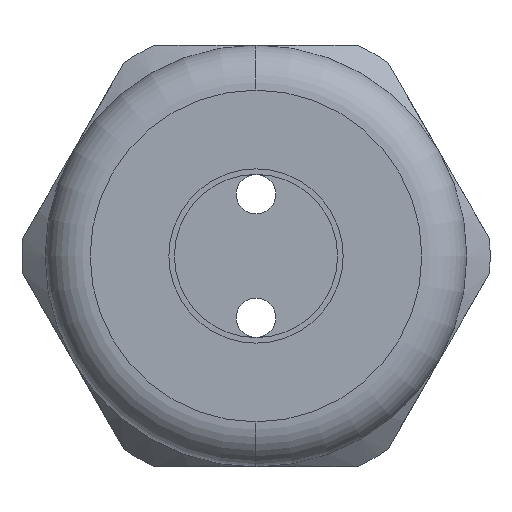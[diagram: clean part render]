
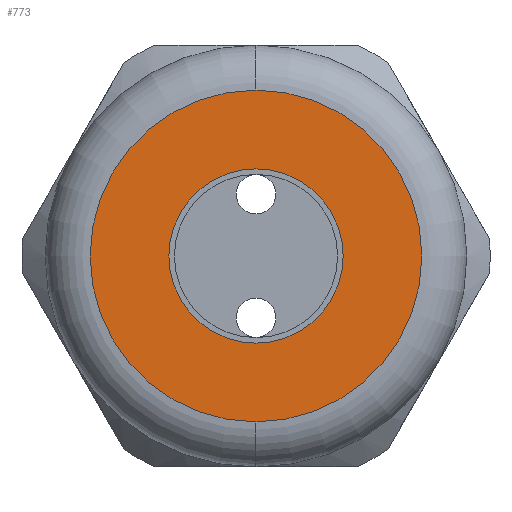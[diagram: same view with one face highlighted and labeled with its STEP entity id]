
A CAD part, left-side view. The second image highlights one B-rep face of the part: STEP entity #773.
In plain terms, the highlighted planar face has unit normal (-1, 0, 0).
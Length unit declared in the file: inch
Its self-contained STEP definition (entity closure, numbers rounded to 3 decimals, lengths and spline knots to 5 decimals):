
#238 = EDGE_CURVE ( 'NONE', #239, #264, #2305, .T. ) ;
#239 = VERTEX_POINT ( 'NONE', #2300 ) ;
#264 = VERTEX_POINT ( 'NONE', #2377 ) ;
#298 = EDGE_CURVE ( 'NONE', #299, #300, #2446, .T. ) ;
#299 = VERTEX_POINT ( 'NONE', #2441 ) ;
#300 = VERTEX_POINT ( 'NONE', #2440 ) ;
#719 = EDGE_CURVE ( 'NONE', #300, #299, #3256, .T. ) ;
#773 = ADVANCED_FACE ( 'NONE', ( #3394, #3393 ), #3392, .T. ) ;
#774 = EDGE_LOOP ( 'NONE', ( #775, #776 ) ) ;
#775 = ORIENTED_EDGE ( 'NONE', *, *, #238, .T. ) ;
#776 = ORIENTED_EDGE ( 'NONE', *, *, #777, .T. ) ;
#777 = EDGE_CURVE ( 'NONE', #264, #239, #3386, .T. ) ;
#778 = EDGE_LOOP ( 'NONE', ( #779, #780 ) ) ;
#779 = ORIENTED_EDGE ( 'NONE', *, *, #719, .T. ) ;
#780 = ORIENTED_EDGE ( 'NONE', *, *, #298, .T. ) ;
#2300 = CARTESIAN_POINT ( 'NONE',  ( -1.18, 0., 0.295 ) ) ;
#2301 = DIRECTION ( 'NONE',  ( 0., 0., 1. ) ) ;
#2302 = DIRECTION ( 'NONE',  ( -1., 0., 0. ) ) ;
#2303 = CARTESIAN_POINT ( 'NONE',  ( -1.18, 0., 0. ) ) ;
#2304 = AXIS2_PLACEMENT_3D ( 'NONE', #2303, #2302, #2301 ) ;
#2305 = CIRCLE ( 'NONE', #2304, 0.295 ) ;
#2377 = CARTESIAN_POINT ( 'NONE',  ( -1.18, 0., -0.295 ) ) ;
#2440 = CARTESIAN_POINT ( 'NONE',  ( -1.18, 0., -0.155 ) ) ;
#2441 = CARTESIAN_POINT ( 'NONE',  ( -1.18, 0., 0.155 ) ) ;
#2442 = DIRECTION ( 'NONE',  ( 0., 0., -1. ) ) ;
#2443 = DIRECTION ( 'NONE',  ( 1., 0., 0. ) ) ;
#2444 = CARTESIAN_POINT ( 'NONE',  ( -1.18, 0., 0. ) ) ;
#2445 = AXIS2_PLACEMENT_3D ( 'NONE', #2444, #2443, #2442 ) ;
#2446 = CIRCLE ( 'NONE', #2445, 0.155 ) ;
#3248 = DIRECTION ( 'NONE',  ( 0., 0., -1. ) ) ;
#3249 = DIRECTION ( 'NONE',  ( 1., 0., 0. ) ) ;
#3250 = CARTESIAN_POINT ( 'NONE',  ( -1.18, 0., 0. ) ) ;
#3251 = AXIS2_PLACEMENT_3D ( 'NONE', #3250, #3249, #3248 ) ;
#3256 = CIRCLE ( 'NONE', #3251, 0.155 ) ;
#3383 = DIRECTION ( 'NONE',  ( 0., 0., 1. ) ) ;
#3384 = DIRECTION ( 'NONE',  ( -1., 0., 0. ) ) ;
#3385 = AXIS2_PLACEMENT_3D ( 'NONE', #3391, #3384, #3383 ) ;
#3386 = CIRCLE ( 'NONE', #3385, 0.295 ) ;
#3387 = DIRECTION ( 'NONE',  ( 0., 0., 1. ) ) ;
#3388 = DIRECTION ( 'NONE',  ( -1., 0., 0. ) ) ;
#3389 = CARTESIAN_POINT ( 'NONE',  ( -1.18, 0.375, 0. ) ) ;
#3390 = AXIS2_PLACEMENT_3D ( 'NONE', #3389, #3388, #3387 ) ;
#3391 = CARTESIAN_POINT ( 'NONE',  ( -1.18, 0., 0. ) ) ;
#3392 = PLANE ( 'NONE',  #3390 ) ;
#3393 = FACE_BOUND ( 'NONE', #778, .T. ) ;
#3394 = FACE_OUTER_BOUND ( 'NONE', #774, .T. ) ;
